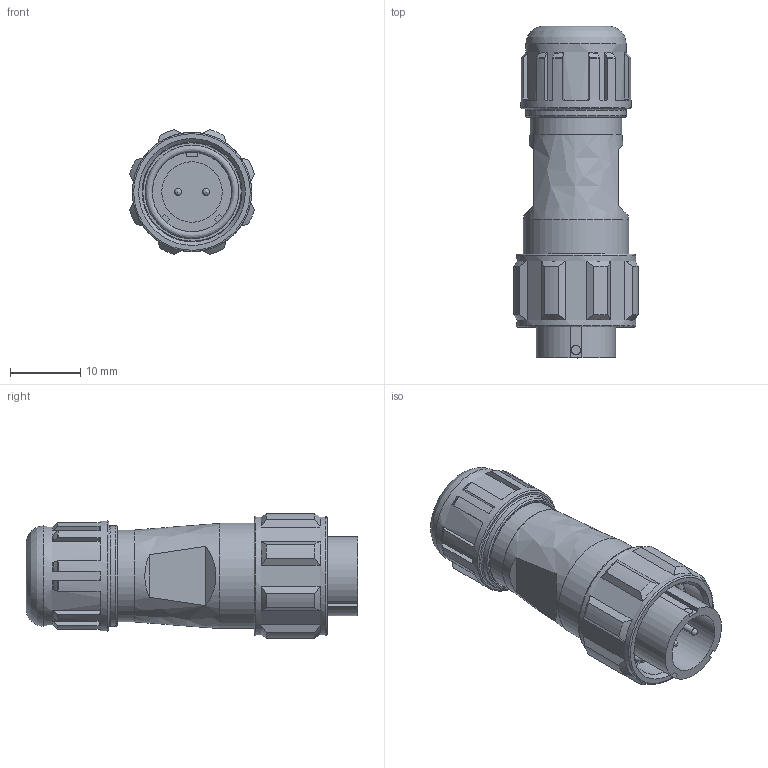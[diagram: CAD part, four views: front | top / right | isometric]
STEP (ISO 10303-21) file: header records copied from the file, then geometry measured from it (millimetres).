
FILE_DESCRIPTION(('FreeCAD Model'),'2;1');
FILE_NAME('Open CASCADE Shape Model','2026-01-28T18:18:35',(''),(''), 'Open CASCADE STEP processor 7.7','FreeCAD','Unknown');
FILE_SCHEMA(('AUTOMOTIVE_DESIGN { 1 0 10303 214 1 1 1 1 }'));
Length unit declared in the file: millimetre
Products named in the file (8): Unnamed1; Weipu_SP1310_P2; Weipu_SP1310_P001; Weipu_SP1310_P002; Weipu_SP1310_P003; Weipu_SP1310_P004; Weipu_SP1310_P005; Weipu_SP1310_P006
Assembly tree (7 placements, depth 2):
  Unnamed1
    Weipu_SP1310_P2
    Weipu_SP1310_P001
    Weipu_SP1310_P002
    Weipu_SP1310_P003
    Weipu_SP1310_P004
    Weipu_SP1310_P005
    Weipu_SP1310_P006
Bounding box: 17.81 x 47.3 x 17.81 mm (x, y, z)
Volume: 5775.8 mm3; surface area: 7405 mm2
Topology: 7 solids, 7 shells, 341 faces, 966 edges, 662 vertices
Faces by surface type: bspline 341
Entity records: 12220 total; most frequent: CARTESIAN_POINT 6692, ORIENTED_EDGE 1928, EDGE_CURVE 964, VERTEX_POINT 662, B_SPLINE_CURVE_WITH_KNOTS 475, FACE_BOUND 378, EDGE_LOOP 378, ADVANCED_FACE 341
